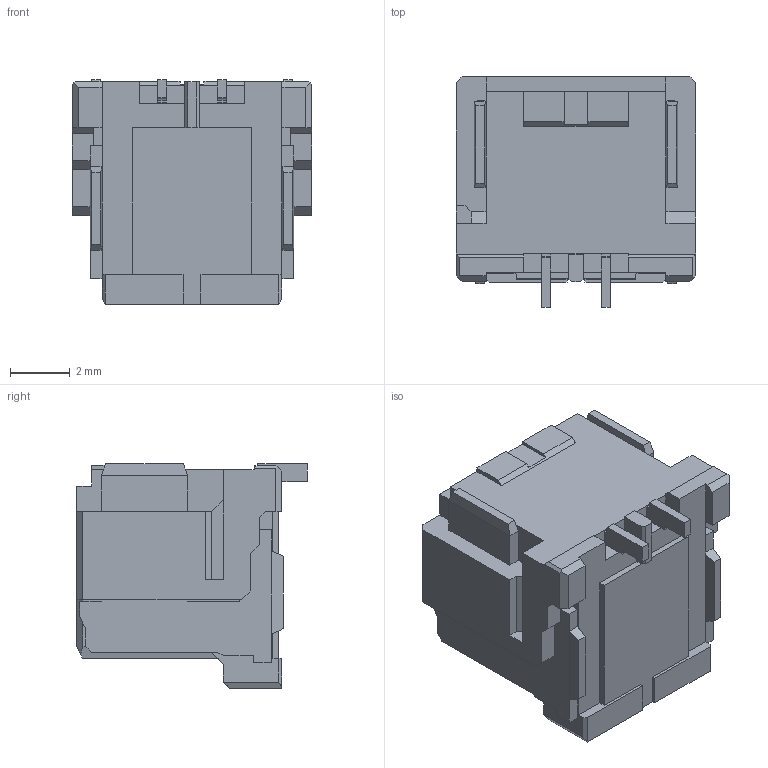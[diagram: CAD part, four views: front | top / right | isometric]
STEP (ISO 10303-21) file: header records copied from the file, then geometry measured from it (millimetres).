
FILE_DESCRIPTION((''),'2;1');
FILE_NAME('5024430270','2018-03-15T',('ksrinivasara'),(''),'PRO/ENGINEER BY PARAMETRIC TECHNOLOGY CORPORATION, 2012310','PRO/ENGINEER BY PARAMETRIC TECHNOLOGY CORPORATION, 2012310','');
FILE_SCHEMA(('CONFIG_CONTROL_DESIGN'));
Length unit declared in the file: millimetre
Products named in the file (1): 5024430270
Bounding box: 8 x 7.7 x 7.5 mm (x, y, z)
Volume: 197.7 mm3; surface area: 496.7 mm2
Topology: 1 solids, 1 shells, 312 faces, 916 edges, 599 vertices
Faces by surface type: plane 292, cylinder 20
Entity records: 10179 total; most frequent: CARTESIAN_POINT 1866, ORIENTED_EDGE 1800, DIRECTION 1558, EDGE_CURVE 900, VECTOR 872, LINE 872, VERTEX_POINT 583, AXIS2_PLACEMENT_3D 343
